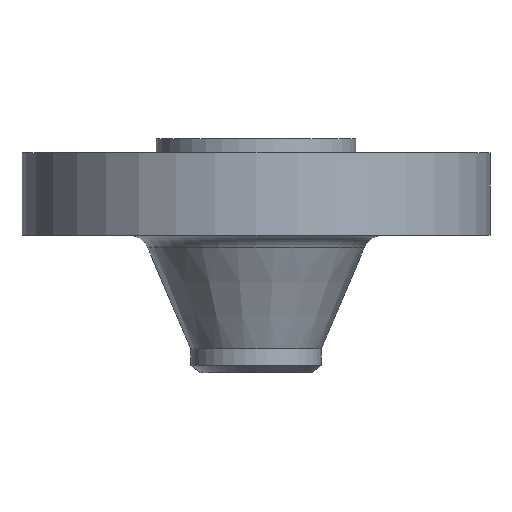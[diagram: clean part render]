
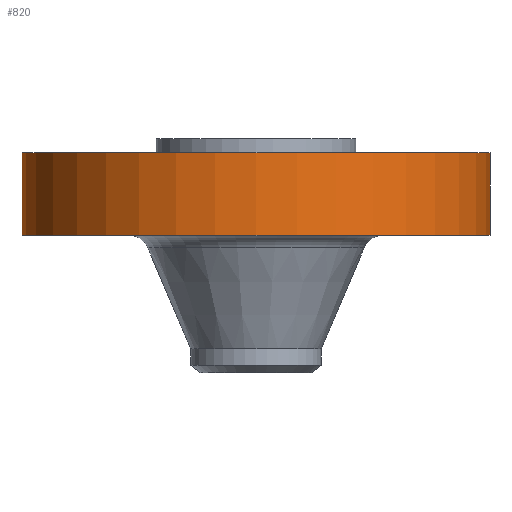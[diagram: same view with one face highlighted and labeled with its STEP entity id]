
A CAD part, front view. The second image highlights one B-rep face of the part: STEP entity #820.
In plain terms, the highlighted cylindrical face has radius 107.95 mm (diameter 215.9 mm), a partial arc.
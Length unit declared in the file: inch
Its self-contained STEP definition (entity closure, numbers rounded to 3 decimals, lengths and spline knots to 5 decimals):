
#14 = VECTOR ( 'NONE', #630, 39.37008 ) ;
#60 = VERTEX_POINT ( 'NONE', #677 ) ;
#69 = DIRECTION ( 'NONE',  ( 0., 0., 1. ) ) ;
#73 = EDGE_LOOP ( 'NONE', ( #783, #754, #860, #76 ) ) ;
#76 = ORIENTED_EDGE ( 'NONE', *, *, #436, .F. ) ;
#86 = LINE ( 'NONE', #876, #687 ) ;
#126 = CIRCLE ( 'NONE', #663, 4.25 ) ;
#167 = CARTESIAN_POINT ( 'NONE',  ( -4.25, 0., -0.25 ) ) ;
#211 = EDGE_CURVE ( 'NONE', #254, #610, #432, .T. ) ;
#219 = FACE_OUTER_BOUND ( 'NONE', #73, .T. ) ;
#221 = DIRECTION ( 'NONE',  ( 1., 0., 0. ) ) ;
#254 = VERTEX_POINT ( 'NONE', #1150 ) ;
#278 = EDGE_CURVE ( 'NONE', #60, #254, #126, .T. ) ;
#345 = DIRECTION ( 'NONE',  ( 0., 0., 1. ) ) ;
#373 = CARTESIAN_POINT ( 'NONE',  ( 0., 0., -0.25 ) ) ;
#389 = CYLINDRICAL_SURFACE ( 'NONE', #515, 4.25 ) ;
#432 = LINE ( 'NONE', #552, #14 ) ;
#436 = EDGE_CURVE ( 'NONE', #880, #610, #557, .T. ) ;
#514 = AXIS2_PLACEMENT_3D ( 'NONE', #373, #737, #996 ) ;
#515 = AXIS2_PLACEMENT_3D ( 'NONE', #1108, #564, #221 ) ;
#539 = CARTESIAN_POINT ( 'NONE',  ( 0., 0., -1.75 ) ) ;
#552 = CARTESIAN_POINT ( 'NONE',  ( 4.25, 0., 0. ) ) ;
#557 = CIRCLE ( 'NONE', #514, 4.25 ) ;
#564 = DIRECTION ( 'NONE',  ( 0., 0., 1. ) ) ;
#610 = VERTEX_POINT ( 'NONE', #890 ) ;
#618 = EDGE_CURVE ( 'NONE', #60, #880, #86, .T. ) ;
#630 = DIRECTION ( 'NONE',  ( 0., 0., 1. ) ) ;
#663 = AXIS2_PLACEMENT_3D ( 'NONE', #539, #345, #1065 ) ;
#677 = CARTESIAN_POINT ( 'NONE',  ( -4.25, 0., -1.75 ) ) ;
#687 = VECTOR ( 'NONE', #69, 39.37008 ) ;
#737 = DIRECTION ( 'NONE',  ( 0., 0., 1. ) ) ;
#754 = ORIENTED_EDGE ( 'NONE', *, *, #278, .T. ) ;
#783 = ORIENTED_EDGE ( 'NONE', *, *, #618, .F. ) ;
#820 = ADVANCED_FACE ( 'NONE', ( #219 ), #389, .T. ) ;
#860 = ORIENTED_EDGE ( 'NONE', *, *, #211, .T. ) ;
#876 = CARTESIAN_POINT ( 'NONE',  ( -4.25, 0., 0. ) ) ;
#880 = VERTEX_POINT ( 'NONE', #167 ) ;
#890 = CARTESIAN_POINT ( 'NONE',  ( 4.25, 0., -0.25 ) ) ;
#996 = DIRECTION ( 'NONE',  ( 1., 0., 0. ) ) ;
#1065 = DIRECTION ( 'NONE',  ( 1., 0., 0. ) ) ;
#1108 = CARTESIAN_POINT ( 'NONE',  ( 0., 0., 0. ) ) ;
#1150 = CARTESIAN_POINT ( 'NONE',  ( 4.25, 0., -1.75 ) ) ;
